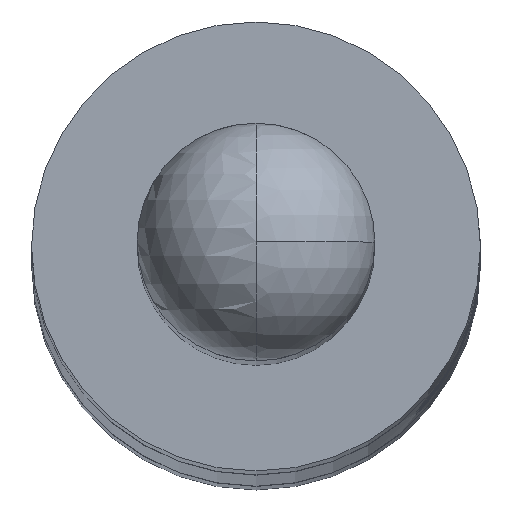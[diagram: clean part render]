
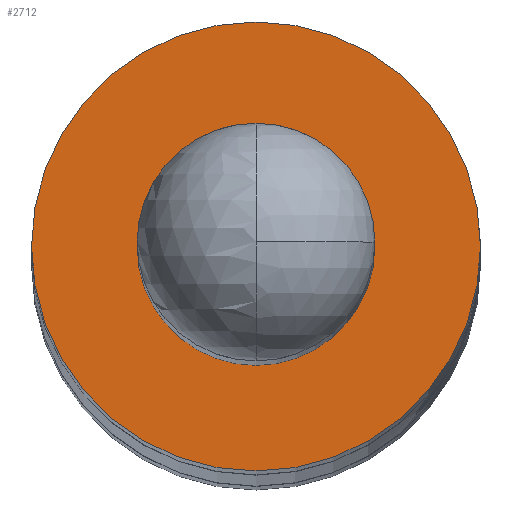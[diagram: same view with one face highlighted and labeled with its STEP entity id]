
A CAD part, top view. The second image highlights one B-rep face of the part: STEP entity #2712.
In plain terms, the highlighted planar face has unit normal (0, 0, 1).
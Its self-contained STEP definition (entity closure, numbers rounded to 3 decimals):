
#45 = ORIENTED_EDGE ( 'NONE', *, *, #3040, .F. ) ;
#131 = DIRECTION ( 'NONE',  ( 0., 0., -1. ) ) ;
#243 = VERTEX_POINT ( 'NONE', #2367 ) ;
#317 = PLANE ( 'NONE',  #755 ) ;
#326 = DIRECTION ( 'NONE',  ( -1., 0., 0. ) ) ;
#339 = AXIS2_PLACEMENT_3D ( 'NONE', #1406, #1149, #3228 ) ;
#365 = DIRECTION ( 'NONE',  ( 0., 0., -1. ) ) ;
#520 = EDGE_LOOP ( 'NONE', ( #3133, #45 ) ) ;
#590 = EDGE_CURVE ( 'NONE', #243, #3173, #3091, .T. ) ;
#657 = CARTESIAN_POINT ( 'NONE',  ( -0.18, 0., 0. ) ) ;
#755 = AXIS2_PLACEMENT_3D ( 'NONE', #1570, #1874, #326 ) ;
#1058 = ORIENTED_EDGE ( 'NONE', *, *, #590, .T. ) ;
#1149 = DIRECTION ( 'NONE',  ( 0., 0., -1. ) ) ;
#1202 = AXIS2_PLACEMENT_3D ( 'NONE', #1908, #365, #2168 ) ;
#1225 = CARTESIAN_POINT ( 'NONE',  ( 0., 0., 0. ) ) ;
#1233 = EDGE_LOOP ( 'NONE', ( #3192, #1058 ) ) ;
#1234 = EDGE_CURVE ( 'NONE', #3173, #243, #1801, .T. ) ;
#1268 = CARTESIAN_POINT ( 'NONE',  ( -0.34, 0., 0. ) ) ;
#1406 = CARTESIAN_POINT ( 'NONE',  ( 0., 0., 0. ) ) ;
#1488 = DIRECTION ( 'NONE',  ( -1., 0., 0. ) ) ;
#1570 = CARTESIAN_POINT ( 'NONE',  ( 0., 0., 0. ) ) ;
#1663 = FACE_OUTER_BOUND ( 'NONE', #520, .T. ) ;
#1664 = CARTESIAN_POINT ( 'NONE',  ( 0., 0., 0. ) ) ;
#1801 = CIRCLE ( 'NONE', #1889, 0.18 ) ;
#1874 = DIRECTION ( 'NONE',  ( 0., 0., -1. ) ) ;
#1889 = AXIS2_PLACEMENT_3D ( 'NONE', #1225, #3044, #1488 ) ;
#1908 = CARTESIAN_POINT ( 'NONE',  ( 0., 0., 0. ) ) ;
#1936 = DIRECTION ( 'NONE',  ( -1., 0., 0. ) ) ;
#2139 = AXIS2_PLACEMENT_3D ( 'NONE', #1664, #131, #1936 ) ;
#2164 = CARTESIAN_POINT ( 'NONE',  ( 0.34, 0., 0. ) ) ;
#2168 = DIRECTION ( 'NONE',  ( -1., 0., 0. ) ) ;
#2280 = CIRCLE ( 'NONE', #1202, 0.34 ) ;
#2301 = VERTEX_POINT ( 'NONE', #2164 ) ;
#2367 = CARTESIAN_POINT ( 'NONE',  ( 0.18, 0., 0. ) ) ;
#2522 = FACE_BOUND ( 'NONE', #1233, .T. ) ;
#2579 = VERTEX_POINT ( 'NONE', #1268 ) ;
#2712 = ADVANCED_FACE ( 'NONE', ( #2522, #1663 ), #317, .F. ) ;
#2771 = CIRCLE ( 'NONE', #2139, 0.34 ) ;
#2850 = EDGE_CURVE ( 'NONE', #2301, #2579, #2771, .T. ) ;
#3040 = EDGE_CURVE ( 'NONE', #2579, #2301, #2280, .T. ) ;
#3044 = DIRECTION ( 'NONE',  ( 0., 0., -1. ) ) ;
#3091 = CIRCLE ( 'NONE', #339, 0.18 ) ;
#3133 = ORIENTED_EDGE ( 'NONE', *, *, #2850, .F. ) ;
#3173 = VERTEX_POINT ( 'NONE', #657 ) ;
#3192 = ORIENTED_EDGE ( 'NONE', *, *, #1234, .T. ) ;
#3228 = DIRECTION ( 'NONE',  ( -1., 0., 0. ) ) ;
